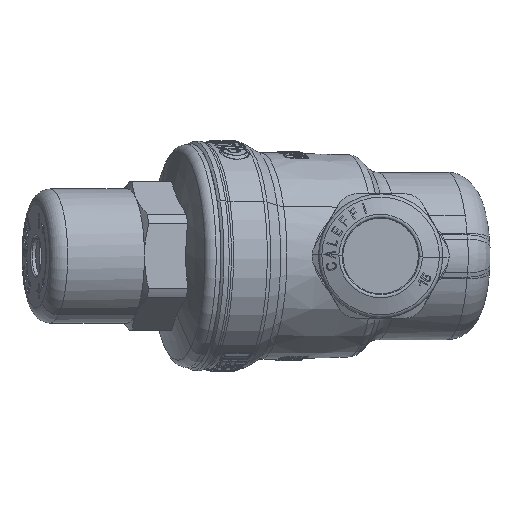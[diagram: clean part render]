
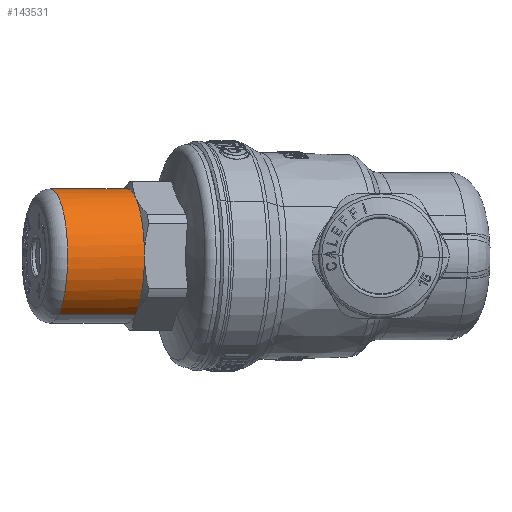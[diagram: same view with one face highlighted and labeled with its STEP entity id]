
A CAD part, left-side view. The second image highlights one B-rep face of the part: STEP entity #143531.
In plain terms, the highlighted cylindrical face has radius 13.5 mm (diameter 27 mm), a partial arc.
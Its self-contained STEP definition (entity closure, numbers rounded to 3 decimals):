
#141527=CARTESIAN_POINT('Vertex',(-20.197,49.297,-11.691)) ;
#141733=CARTESIAN_POINT('Vertex',(-26.717,47.55,0.)) ;
#141813=CARTESIAN_POINT('Vertex',(-20.197,49.297,11.691)) ;
#141924=CARTESIAN_POINT('Vertex',(-19.929,49.369,11.847)) ;
#141931=CARTESIAN_POINT('Vertex',(-7.426,52.72,11.847)) ;
#141934=CARTESIAN_POINT('Axis2P3D Location',(-13.677,51.044,0.)) ;
#141948=CARTESIAN_POINT('Axis2P3D Location',(-13.677,51.044,0.)) ;
#141967=CARTESIAN_POINT('Axis2P3D Location',(-13.677,51.044,0.)) ;
#141971=CARTESIAN_POINT('Vertex',(-19.929,49.369,-11.847)) ;
#142011=CARTESIAN_POINT('Axis2P3D Location',(-13.677,51.044,0.)) ;
#142023=CARTESIAN_POINT('Axis2P3D Location',(-13.677,51.044,0.)) ;
#143481=CARTESIAN_POINT('Axis2P3D Location',(-13.419,50.079,0.)) ;
#143486=CARTESIAN_POINT('Line Origine',(-20.887,52.944,-11.847)) ;
#143490=CARTESIAN_POINT('Vertex',(-24.07,64.824,-11.847)) ;
#143497=CARTESIAN_POINT('Vertex',(-11.567,68.174,11.847)) ;
#143500=CARTESIAN_POINT('Line Origine',(-8.383,56.294,11.847)) ;
#143516=CARTESIAN_POINT('Axis2P3D Location',(-17.818,66.499,0.)) ;
#143488=VECTOR('Line Direction',#143487,1.) ;
#143502=VECTOR('Line Direction',#143501,1.) ;
#141935=DIRECTION('Axis2P3D Direction',(0.259,-0.966,0.)) ;
#141949=DIRECTION('Axis2P3D Direction',(0.259,-0.966,0.)) ;
#141968=DIRECTION('Axis2P3D Direction',(0.259,-0.966,0.)) ;
#142012=DIRECTION('Axis2P3D Direction',(0.259,-0.966,0.)) ;
#142024=DIRECTION('Axis2P3D Direction',(0.259,-0.966,0.)) ;
#143482=DIRECTION('Axis2P3D Direction',(-0.259,0.966,0.)) ;
#143483=DIRECTION('Axis2P3D XDirection',(-0.463,-0.124,-0.878)) ;
#143487=DIRECTION('Vector Direction',(-0.259,0.966,0.)) ;
#143501=DIRECTION('Vector Direction',(-0.259,0.966,0.)) ;
#143517=DIRECTION('Axis2P3D Direction',(-0.259,0.966,0.)) ;
#141936=AXIS2_PLACEMENT_3D('Circle Axis2P3D',#141934,#141935,$) ;
#141950=AXIS2_PLACEMENT_3D('Circle Axis2P3D',#141948,#141949,$) ;
#141969=AXIS2_PLACEMENT_3D('Circle Axis2P3D',#141967,#141968,$) ;
#142013=AXIS2_PLACEMENT_3D('Circle Axis2P3D',#142011,#142012,$) ;
#142025=AXIS2_PLACEMENT_3D('Circle Axis2P3D',#142023,#142024,$) ;
#143484=AXIS2_PLACEMENT_3D('Cylinder Axis2P3D',#143481,#143482,#143483) ;
#143518=AXIS2_PLACEMENT_3D('Circle Axis2P3D',#143516,#143517,$) ;
#143489=LINE('Line',#143486,#143488) ;
#143503=LINE('Line',#143500,#143502) ;
#141937=CIRCLE('generated circle',#141936,13.5) ;
#141951=CIRCLE('generated circle',#141950,13.5) ;
#141970=CIRCLE('generated circle',#141969,13.5) ;
#142014=CIRCLE('generated circle',#142013,13.5) ;
#142026=CIRCLE('generated circle',#142025,13.5) ;
#143519=CIRCLE('generated circle',#143518,13.5) ;
#143485=CYLINDRICAL_SURFACE('generated cylinder',#143484,13.5) ;
#141938=EDGE_CURVE('',#141925,#141932,#141937,.F.) ;
#141952=EDGE_CURVE('',#141734,#141528,#141951,.T.) ;
#141973=EDGE_CURVE('',#141528,#141972,#141970,.T.) ;
#142015=EDGE_CURVE('',#141814,#141734,#142014,.T.) ;
#142027=EDGE_CURVE('',#141925,#141814,#142026,.T.) ;
#143492=EDGE_CURVE('',#141972,#143491,#143489,.T.) ;
#143504=EDGE_CURVE('',#141932,#143498,#143503,.T.) ;
#143520=EDGE_CURVE('',#143491,#143498,#143519,.T.) ;
#143522=ORIENTED_EDGE('',*,*,#141973,.F.) ;
#143523=ORIENTED_EDGE('',*,*,#141952,.F.) ;
#143524=ORIENTED_EDGE('',*,*,#142015,.F.) ;
#143525=ORIENTED_EDGE('',*,*,#142027,.F.) ;
#143526=ORIENTED_EDGE('',*,*,#141938,.T.) ;
#143527=ORIENTED_EDGE('',*,*,#143504,.T.) ;
#143528=ORIENTED_EDGE('',*,*,#143520,.F.) ;
#143529=ORIENTED_EDGE('',*,*,#143492,.F.) ;
#143521=EDGE_LOOP('',(#143522,#143523,#143524,#143525,#143526,#143527,#143528,#143529)) ;
#141528=VERTEX_POINT('',#141527) ;
#141734=VERTEX_POINT('',#141733) ;
#141814=VERTEX_POINT('',#141813) ;
#141925=VERTEX_POINT('',#141924) ;
#141932=VERTEX_POINT('',#141931) ;
#141972=VERTEX_POINT('',#141971) ;
#143491=VERTEX_POINT('',#143490) ;
#143498=VERTEX_POINT('',#143497) ;
#143531=ADVANCED_FACE('PartBody',(#143530),#143485,.T.) ;
#143530=FACE_OUTER_BOUND('',#143521,.T.) ;
